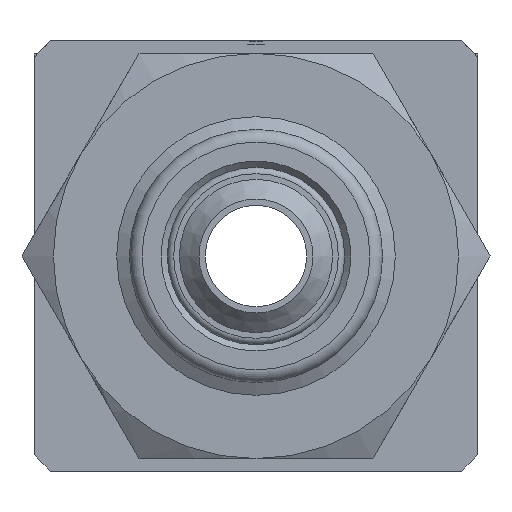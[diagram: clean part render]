
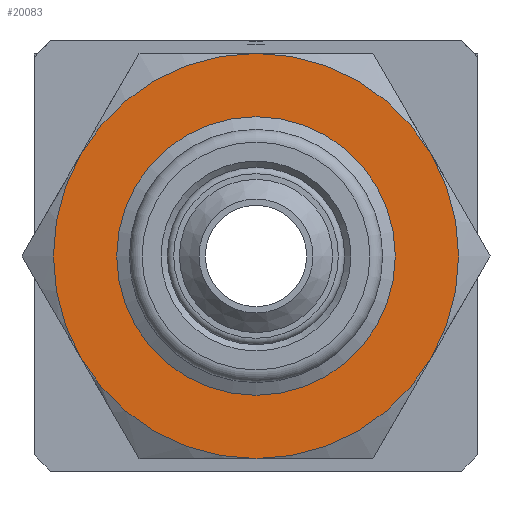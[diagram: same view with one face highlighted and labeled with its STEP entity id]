
A CAD part, left-side view. The second image highlights one B-rep face of the part: STEP entity #20083.
In plain terms, the highlighted planar face has unit normal (-1, 0, 0).
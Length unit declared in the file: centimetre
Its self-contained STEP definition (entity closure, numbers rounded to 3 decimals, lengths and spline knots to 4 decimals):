
#408=CIRCLE($,#20858,1.6);
#411=CIRCLE($,#20863,1.0188);
#731=FACE_BOUND($,#3435,.T.);
#1024=PLANE($,#20873);
#2131=FACE_OUTER_BOUND($,#3434,.T.);
#3434=EDGE_LOOP($,(#17875));
#3435=EDGE_LOOP($,(#17876));
#9288=VERTEX_POINT($,#40963);
#9299=VERTEX_POINT($,#41003);
#12167=EDGE_CURVE($,#9288,#9288,#408,.T.);
#12178=EDGE_CURVE($,#9299,#9299,#411,.T.);
#17875=ORIENTED_EDGE($,*,*,#12167,.T.);
#17876=ORIENTED_EDGE($,*,*,#12178,.F.);
#20083=ADVANCED_FACE($,(#2131,#731),#1024,.T.);
#20858=AXIS2_PLACEMENT_3D($,#40964,#23320,#23321);
#20863=AXIS2_PLACEMENT_3D($,#41004,#23330,#23331);
#20873=AXIS2_PLACEMENT_3D($,#41021,#23356,#23357);
#23320=DIRECTION('center_axis',(-1.,0.,0.));
#23321=DIRECTION('ref_axis',(0.,0.,1.));
#23330=DIRECTION('center_axis',(-1.,0.,0.));
#23331=DIRECTION('ref_axis',(0.,0.,1.));
#23356=DIRECTION('center_axis',(-1.,0.,0.));
#23357=DIRECTION('ref_axis',(0.,-1.,0.));
#40963=CARTESIAN_POINT('',(0.5,-13.9708,10.8301));
#40964=CARTESIAN_POINT('Origin',(0.5,-13.9708,12.4301));
#41003=CARTESIAN_POINT('',(0.5,-13.9708,11.4113));
#41004=CARTESIAN_POINT('Origin',(0.5,-13.9708,12.4301));
#41021=CARTESIAN_POINT('Origin',(0.5,-13.9708,13.7395));
